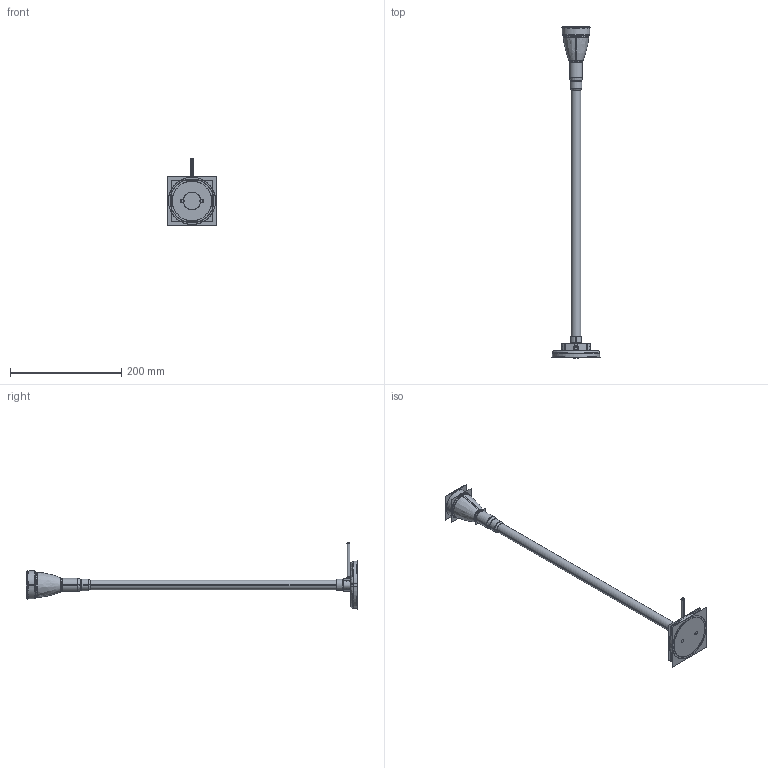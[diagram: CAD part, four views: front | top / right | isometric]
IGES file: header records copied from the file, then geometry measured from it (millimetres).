
Start section:  PTC IGES file: 221684_sm01_asm.igs
Global section: file name: 221684_sm01_asm.igs; native system: Creo Parametric by PTC Inc.; preprocessor: 2019292; author: nbanister; organization: Unknown; date: 20210301.095048; units: millimetre
Bounding box: 88.36 x 596.81 x 120.38 mm (x, y, z)
Surface area: 144282.5 mm2 (no closed solid volume)
Topology: 0 solids, 0 shells, 366 faces, 4502 edges, 5942 vertices
Faces by surface type: revolution 264, bspline 102
